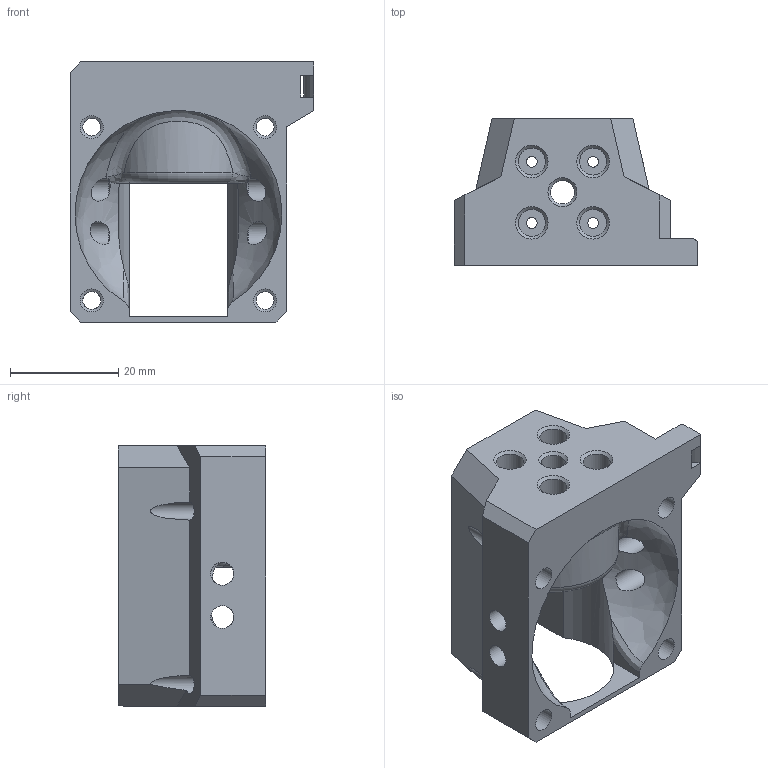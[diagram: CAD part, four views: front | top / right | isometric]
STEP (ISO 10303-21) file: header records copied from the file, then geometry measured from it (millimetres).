
FILE_DESCRIPTION(/* description */ (''),/* implementation_level */ '2;1');
FILE_NAME(/* name */ 'Dragon SF-HF v5.step',/* time_stamp */ '2022-07-10T11:21:47+02:00',/* author */ (''),/* organization */ (''),/* preprocessor_version */ 'ST-DEVELOPER v18.1',/* originating_system */ 'Autodesk Translation Framework v10.14.0.1471',/* authorisation */ '');
FILE_SCHEMA (('AUTOMOTIVE_DESIGN { 1 0 10303 214 3 1 1 }'));
Length unit declared in the file: millimetre
Products named in the file (8): Dragon SF-HF; Hotend BMO FI v1; 4010 FAN (1); hotend_bmo_fi; PTFE_39.5_mm; heat_insert_M3xD4.6xL4.0; DIN 912 M3 20 mm (1); DIN 912 M3 8 mm (1)
Assembly tree (20 placements, depth 3):
  Dragon SF-HF
    Hotend BMO FI v1
      heat_insert_M3xD4.6xL4.0  x8
      DIN 912 M3 8 mm (1)  x4
      DIN 912 M3 20 mm (1)  x4
      4010 FAN (1)
      hotend_bmo_fi
      PTFE_39.5_mm
Bounding box: 45 x 27.15 x 48.05 mm (x, y, z)
Volume: 24463.9 mm3; surface area: 10707.2 mm2
Topology: 1 solids, 1 shells, 83 faces, 244 edges, 159 vertices
Faces by surface type: plane 34, cylinder 28, cone 13, bspline 7, torus 1
Full cylindrical faces by diameter (mm): 2 x4, 3.3 x4, 4.25 x8, 4.35 x1, 5 x4
Entity records: 4362 total; most frequent: CARTESIAN_POINT 1792, DIRECTION 490, ORIENTED_EDGE 488, EDGE_CURVE 244, AXIS2_PLACEMENT_3D 185, VERTEX_POINT 159, LINE 120, VECTOR 120
